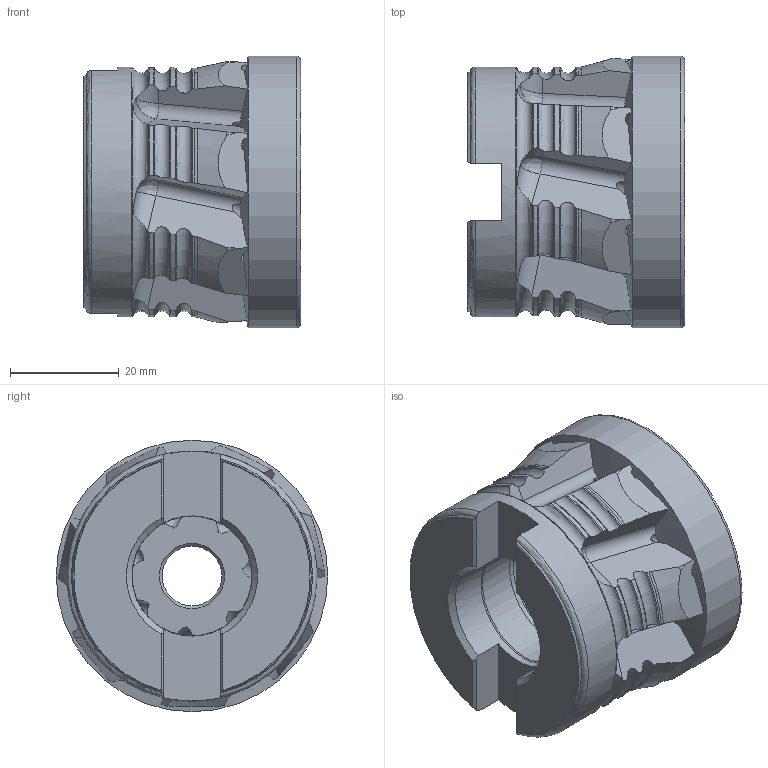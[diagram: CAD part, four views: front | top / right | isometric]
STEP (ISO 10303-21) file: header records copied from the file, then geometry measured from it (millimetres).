
FILE_DESCRIPTION (( 'STEP AP214' ), '1' );
FILE_NAME ('90PP_050_T09_5.STEP', '2015-10-20T09:56:03', ( '' ), ( '' ), 'SwSTEP 2.0', 'SolidWorks 2015', '' );
FILE_SCHEMA (( 'AUTOMOTIVE_DESIGN' ));
Length unit declared in the file: millimetre
Products named in the file (1): 90PP_050_T09_5
Bounding box: 39.99 x 49.99 x 49.99 mm (x, y, z)
Volume: 48658.9 mm3; surface area: 14485.9 mm2
Topology: 1 solids, 8 shells, 316 faces, 921 edges, 594 vertices
Faces by surface type: plane 106, cylinder 91, torus 63, cone 49, bspline 7
Full cylindrical faces by diameter (mm): 3 x7, 3.3 x7, 11 x1, 16.5 x1, 22 x1, 22.15 x1, 22.3 x1, 46 x1, 49.994 x1
Entity records: 12642 total; most frequent: CARTESIAN_POINT 5287, ORIENTED_EDGE 1680, DIRECTION 1174, EDGE_CURVE 840, VERTEX_POINT 561, AXIS2_PLACEMENT_3D 507, B_SPLINE_CURVE_WITH_KNOTS 351, EDGE_LOOP 349
